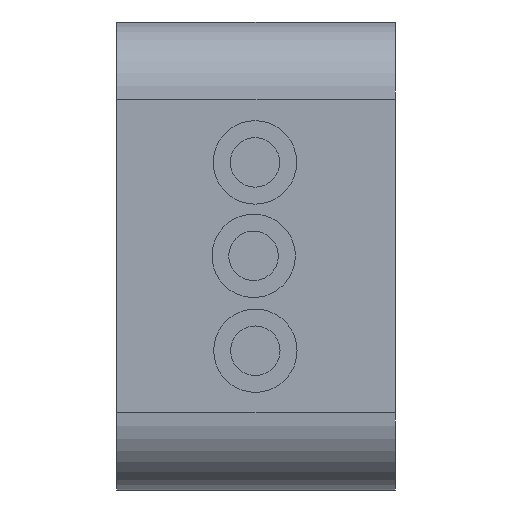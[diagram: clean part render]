
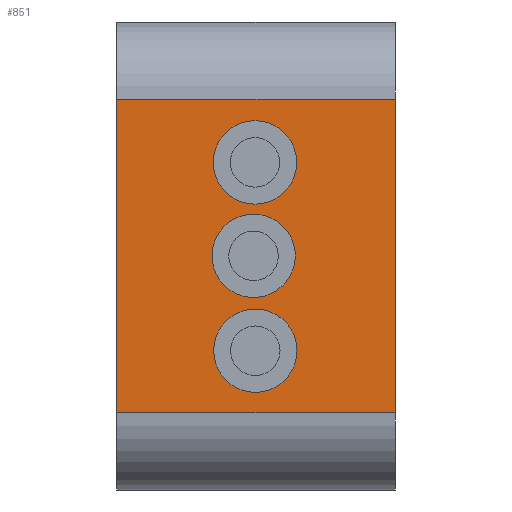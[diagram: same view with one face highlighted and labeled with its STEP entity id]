
A CAD part, left-side view. The second image highlights one B-rep face of the part: STEP entity #851.
In plain terms, the highlighted planar face has unit normal (-1, 0, 0).
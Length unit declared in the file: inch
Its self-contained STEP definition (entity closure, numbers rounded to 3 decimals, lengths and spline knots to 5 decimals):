
#1 = ORIENTED_EDGE ( 'NONE', *, *, #548, .F. ) ;
#18 = DIRECTION ( 'NONE',  ( 1., 0., 0. ) ) ;
#221 = CARTESIAN_POINT ( 'NONE',  ( -0.435, 0.18, -0.1515 ) ) ;
#247 = CARTESIAN_POINT ( 'NONE',  ( -0.435, 0.18, 0.1015 ) ) ;
#284 = DIRECTION ( 'NONE',  ( 0., 1., 0. ) ) ;
#548 = EDGE_CURVE ( 'NONE', #2037, #2066, #1090, .T. ) ;
#598 = ORIENTED_EDGE ( 'NONE', *, *, #2171, .F. ) ;
#643 = LINE ( 'NONE', #221, #2275 ) ;
#651 = CARTESIAN_POINT ( 'NONE',  ( -0.435, 0.18, -0.1015 ) ) ;
#778 = ORIENTED_EDGE ( 'NONE', *, *, #2278, .F. ) ;
#851 = ADVANCED_FACE ( 'NONE', ( #1268 ), #1969, .F. ) ;
#897 = CARTESIAN_POINT ( 'NONE',  ( -0.435, 0.18, -0.1515 ) ) ;
#903 = DIRECTION ( 'NONE',  ( 0., 0., 1. ) ) ;
#911 = AXIS2_PLACEMENT_3D ( 'NONE', #897, #18, #2143 ) ;
#973 = VECTOR ( 'NONE', #2243, 39.37008 ) ;
#1090 = LINE ( 'NONE', #247, #1228 ) ;
#1154 = VERTEX_POINT ( 'NONE', #1252 ) ;
#1228 = VECTOR ( 'NONE', #1839, 39.37008 ) ;
#1252 = CARTESIAN_POINT ( 'NONE',  ( -0.435, 0., -0.1015 ) ) ;
#1268 = FACE_OUTER_BOUND ( 'NONE', #1531, .T. ) ;
#1531 = EDGE_LOOP ( 'NONE', ( #778, #598, #1764, #1 ) ) ;
#1542 = EDGE_CURVE ( 'NONE', #1154, #2066, #1566, .T. ) ;
#1566 = LINE ( 'NONE', #2058, #973 ) ;
#1658 = VERTEX_POINT ( 'NONE', #651 ) ;
#1659 = CARTESIAN_POINT ( 'NONE',  ( -0.435, 0.18, 0.1015 ) ) ;
#1672 = LINE ( 'NONE', #1865, #2124 ) ;
#1764 = ORIENTED_EDGE ( 'NONE', *, *, #1542, .T. ) ;
#1839 = DIRECTION ( 'NONE',  ( 0., -1., 0. ) ) ;
#1865 = CARTESIAN_POINT ( 'NONE',  ( -0.435, 0.18, -0.1015 ) ) ;
#1969 = PLANE ( 'NONE',  #911 ) ;
#2035 = CARTESIAN_POINT ( 'NONE',  ( -0.435, 0., 0.1015 ) ) ;
#2037 = VERTEX_POINT ( 'NONE', #1659 ) ;
#2058 = CARTESIAN_POINT ( 'NONE',  ( -0.435, 0., 0. ) ) ;
#2066 = VERTEX_POINT ( 'NONE', #2035 ) ;
#2124 = VECTOR ( 'NONE', #284, 39.37008 ) ;
#2143 = DIRECTION ( 'NONE',  ( 0., 0., -1. ) ) ;
#2171 = EDGE_CURVE ( 'NONE', #1154, #1658, #1672, .T. ) ;
#2243 = DIRECTION ( 'NONE',  ( 0., 0., 1. ) ) ;
#2275 = VECTOR ( 'NONE', #903, 39.37008 ) ;
#2278 = EDGE_CURVE ( 'NONE', #1658, #2037, #643, .T. ) ;
